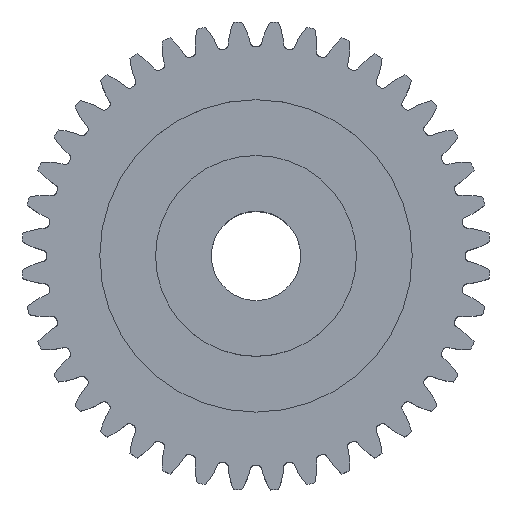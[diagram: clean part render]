
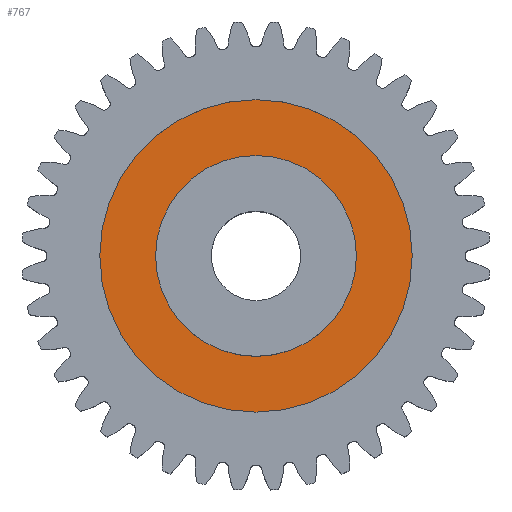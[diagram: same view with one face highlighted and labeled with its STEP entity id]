
A CAD part, top view. The second image highlights one B-rep face of the part: STEP entity #767.
In plain terms, the highlighted planar face has unit normal (0, 0, 1).
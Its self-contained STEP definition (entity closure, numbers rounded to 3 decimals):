
#171 = VERTEX_POINT ( 'NONE', #3866 ) ;
#302 = VERTEX_POINT ( 'NONE', #4134 ) ;
#309 = EDGE_CURVE ( 'NONE', #302, #171, #4131, .T. ) ;
#653 = EDGE_CURVE ( 'NONE', #1295, #1296, #4595, .T. ) ;
#687 = EDGE_LOOP ( 'NONE', ( #756, #770 ) ) ;
#701 = ORIENTED_EDGE ( 'NONE', *, *, #309, .F. ) ;
#756 = ORIENTED_EDGE ( 'NONE', *, *, #1281, .T. ) ;
#760 = EDGE_CURVE ( 'NONE', #171, #302, #4873, .T. ) ;
#767 = ADVANCED_FACE ( 'NONE', ( #4919, #4927 ), #4928, .F. ) ;
#770 = ORIENTED_EDGE ( 'NONE', *, *, #653, .T. ) ;
#771 = EDGE_LOOP ( 'NONE', ( #773, #701 ) ) ;
#773 = ORIENTED_EDGE ( 'NONE', *, *, #760, .F. ) ;
#1281 = EDGE_CURVE ( 'NONE', #1296, #1295, #5854, .T. ) ;
#1295 = VERTEX_POINT ( 'NONE', #5642 ) ;
#1296 = VERTEX_POINT ( 'NONE', #5647 ) ;
#3866 = CARTESIAN_POINT ( 'NONE',  ( -14., 0., 6.8 ) ) ;
#4005 = DIRECTION ( 'NONE',  ( -1., 0., 0. ) ) ;
#4006 = DIRECTION ( 'NONE',  ( 0., 0., -1. ) ) ;
#4007 = CARTESIAN_POINT ( 'NONE',  ( 0., 0., 6.8 ) ) ;
#4008 = AXIS2_PLACEMENT_3D ( 'NONE', #4007, #4006, #4005 ) ;
#4131 = CIRCLE ( 'NONE', #4008, 14. ) ;
#4134 = CARTESIAN_POINT ( 'NONE',  ( 14., 0., 6.8 ) ) ;
#4577 = DIRECTION ( 'NONE',  ( -1., 0., 0. ) ) ;
#4578 = DIRECTION ( 'NONE',  ( 0., 0., -1. ) ) ;
#4579 = CARTESIAN_POINT ( 'NONE',  ( 0., 0., 6.8 ) ) ;
#4581 = AXIS2_PLACEMENT_3D ( 'NONE', #4579, #4578, #4577 ) ;
#4595 = CIRCLE ( 'NONE', #4581, 9. ) ;
#4873 = CIRCLE ( 'NONE', #4885, 14. ) ;
#4883 = AXIS2_PLACEMENT_3D ( 'NONE', #4917, #4925, #4908 ) ;
#4885 = AXIS2_PLACEMENT_3D ( 'NONE', #4931, #4930, #4929 ) ;
#4908 = DIRECTION ( 'NONE',  ( -1., 0., 0. ) ) ;
#4917 = CARTESIAN_POINT ( 'NONE',  ( 0., 0., 6.8 ) ) ;
#4919 = FACE_BOUND ( 'NONE', #687, .T. ) ;
#4925 = DIRECTION ( 'NONE',  ( 0., 0., -1. ) ) ;
#4927 = FACE_OUTER_BOUND ( 'NONE', #771, .T. ) ;
#4928 = PLANE ( 'NONE',  #4883 ) ;
#4929 = DIRECTION ( 'NONE',  ( -1., 0., 0. ) ) ;
#4930 = DIRECTION ( 'NONE',  ( 0., 0., -1. ) ) ;
#4931 = CARTESIAN_POINT ( 'NONE',  ( 0., 0., 6.8 ) ) ;
#5642 = CARTESIAN_POINT ( 'NONE',  ( 9., 0., 6.8 ) ) ;
#5647 = CARTESIAN_POINT ( 'NONE',  ( -9., 0., 6.8 ) ) ;
#5850 = DIRECTION ( 'NONE',  ( -1., 0., 0. ) ) ;
#5851 = DIRECTION ( 'NONE',  ( 0., 0., -1. ) ) ;
#5852 = CARTESIAN_POINT ( 'NONE',  ( 0., 0., 6.8 ) ) ;
#5853 = AXIS2_PLACEMENT_3D ( 'NONE', #5852, #5851, #5850 ) ;
#5854 = CIRCLE ( 'NONE', #5853, 9. ) ;
